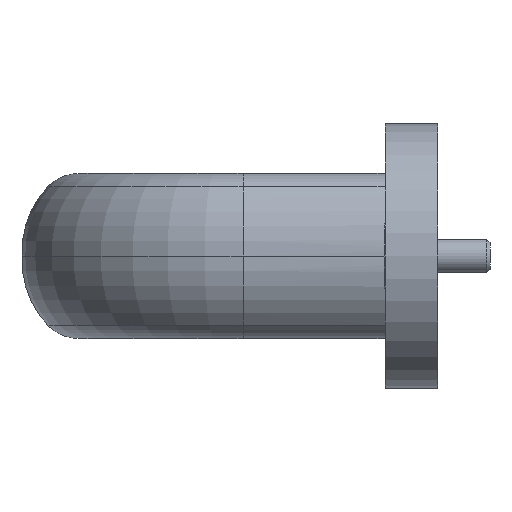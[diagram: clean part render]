
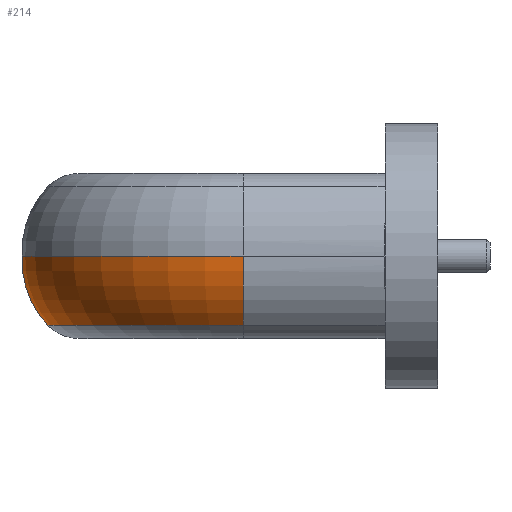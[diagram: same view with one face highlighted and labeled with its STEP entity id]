
A CAD part, left-side view. The second image highlights one B-rep face of the part: STEP entity #214.
In plain terms, the highlighted toroidal (fillet/blend) face has major radius 19.114 mm and minor radius 14.4 mm.
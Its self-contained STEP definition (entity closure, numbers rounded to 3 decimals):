
#214 = ADVANCED_FACE( '', ( #592 ), #593, .T. );
#592 = FACE_OUTER_BOUND( '', #1203, .T. );
#593 = TOROIDAL_SURFACE( '', #1204, 19.114, 14.4 );
#1203 = EDGE_LOOP( '', ( #1842, #1843, #1844, #1845 ) );
#1204 = AXIS2_PLACEMENT_3D( '', #1846, #1847, #1848 );
#1842 = ORIENTED_EDGE( '', *, *, #3228, .T. );
#1843 = ORIENTED_EDGE( '', *, *, #3229, .F. );
#1844 = ORIENTED_EDGE( '', *, *, #3230, .F. );
#1845 = ORIENTED_EDGE( '', *, *, #3231, .T. );
#1846 = CARTESIAN_POINT( '', ( 25., 29.5, -0.631 ) );
#1847 = DIRECTION( '', ( 0., 0., -1. ) );
#1848 = DIRECTION( '', ( -1., 0., 0. ) );
#3228 = EDGE_CURVE( '', #3782, #3783, #3784, .T. );
#3229 = EDGE_CURVE( '', #3785, #3783, #3786, .T. );
#3230 = EDGE_CURVE( '', #3787, #3785, #3788, .T. );
#3231 = EDGE_CURVE( '', #3787, #3782, #3789, .T. );
#3782 = VERTEX_POINT( '', #4565 );
#3783 = VERTEX_POINT( '', #4566 );
#3784 = CIRCLE( '', #4567, 33.5 );
#3785 = VERTEX_POINT( '', #4568 );
#3786 = CIRCLE( '', #4569, 14.4 );
#3787 = VERTEX_POINT( '', #4570 );
#3788 = CIRCLE( '', #4571, 29.6 );
#3789 = CIRCLE( '', #4572, 14.4 );
#4565 = CARTESIAN_POINT( '', ( -8.5, 29.5, 0. ) );
#4566 = CARTESIAN_POINT( '', ( 25., 63., 0. ) );
#4567 = AXIS2_PLACEMENT_3D( '', #5480, #5481, #5482 );
#4568 = CARTESIAN_POINT( '', ( 25., 59.1, -10.5 ) );
#4569 = AXIS2_PLACEMENT_3D( '', #5483, #5484, #5485 );
#4570 = CARTESIAN_POINT( '', ( -4.6, 29.5, -10.5 ) );
#4571 = AXIS2_PLACEMENT_3D( '', #5486, #5487, #5488 );
#4572 = AXIS2_PLACEMENT_3D( '', #5489, #5490, #5491 );
#5480 = CARTESIAN_POINT( '', ( 25., 29.5, 0. ) );
#5481 = DIRECTION( '', ( 0., 0., -1. ) );
#5482 = DIRECTION( '', ( -1., 0., 0. ) );
#5483 = CARTESIAN_POINT( '', ( 25., 48.614, -0.631 ) );
#5484 = DIRECTION( '', ( 1., 0., 0. ) );
#5485 = DIRECTION( '', ( 0., -1., 0. ) );
#5486 = CARTESIAN_POINT( '', ( 25., 29.5, -10.5 ) );
#5487 = DIRECTION( '', ( 0., 0., -1. ) );
#5488 = DIRECTION( '', ( -1., 0., 0. ) );
#5489 = CARTESIAN_POINT( '', ( 5.886, 29.5, -0.631 ) );
#5490 = DIRECTION( '', ( 0., 1., 0. ) );
#5491 = DIRECTION( '', ( 1., 0., 0. ) );
